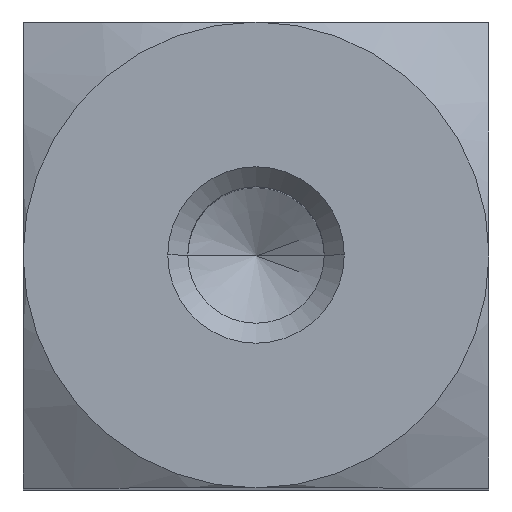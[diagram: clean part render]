
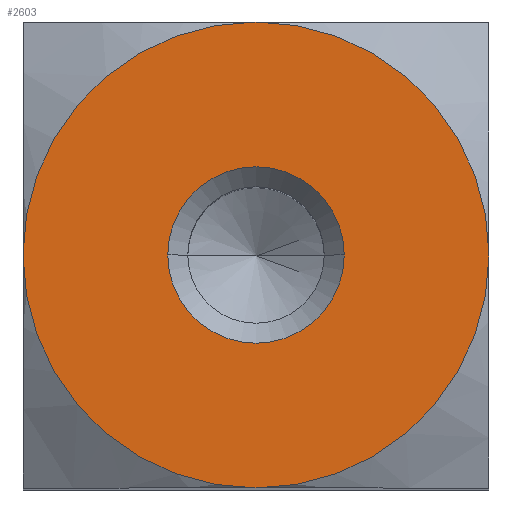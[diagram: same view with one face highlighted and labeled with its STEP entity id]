
A CAD part, top view. The second image highlights one B-rep face of the part: STEP entity #2603.
In plain terms, the highlighted planar face has unit normal (0, 0, 1).
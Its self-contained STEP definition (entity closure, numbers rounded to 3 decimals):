
#96 = VERTEX_POINT ( 'NONE', #795 ) ;
#103 = VERTEX_POINT ( 'NONE', #799 ) ;
#112 = VERTEX_POINT ( 'NONE', #808 ) ;
#153 = VERTEX_POINT ( 'NONE', #849 ) ;
#206 = ORIENTED_EDGE ( 'NONE', *, *, #1696, .T. ) ;
#207 = ORIENTED_EDGE ( 'NONE', *, *, #1692, .T. ) ;
#241 = ORIENTED_EDGE ( 'NONE', *, *, #1695, .T. ) ;
#242 = ORIENTED_EDGE ( 'NONE', *, *, #1694, .F. ) ;
#243 = ORIENTED_EDGE ( 'NONE', *, *, #1693, .T. ) ;
#248 = CIRCLE ( 'NONE', #445, 3.5 ) ;
#250 = CIRCLE ( 'NONE', #1177, 3.5 ) ;
#254 = CIRCLE ( 'NONE', #2535, 3.5 ) ;
#385 = CARTESIAN_POINT ( 'NONE',  ( 0., 0., 17.5 ) ) ;
#386 = DIRECTION ( 'NONE',  ( 0., 0., 1. ) ) ;
#387 = DIRECTION ( 'NONE',  ( 1., 0., 0. ) ) ;
#388 = CARTESIAN_POINT ( 'NONE',  ( 0., 0., 17.5 ) ) ;
#389 = DIRECTION ( 'NONE',  ( 0., 0., 1. ) ) ;
#390 = DIRECTION ( 'NONE',  ( 1., 0., 0. ) ) ;
#392 = CARTESIAN_POINT ( 'NONE',  ( 0., 0., 17.5 ) ) ;
#393 = DIRECTION ( 'NONE',  ( 0., 0., -1. ) ) ;
#394 = DIRECTION ( 'NONE',  ( -1., 0., 0. ) ) ;
#396 = CARTESIAN_POINT ( 'NONE',  ( 0., 0., 17.5 ) ) ;
#397 = DIRECTION ( 'NONE',  ( 0., 0., 1. ) ) ;
#398 = DIRECTION ( 'NONE',  ( 1., 0., 0. ) ) ;
#401 = CARTESIAN_POINT ( 'NONE',  ( 0., 0., 17.5 ) ) ;
#402 = DIRECTION ( 'NONE',  ( 0., 0., -1. ) ) ;
#403 = DIRECTION ( 'NONE',  ( 1., 0., 0. ) ) ;
#445 = AXIS2_PLACEMENT_3D ( 'NONE', #396, #397, #398 ) ;
#447 = CIRCLE ( 'NONE', #448, 1.325 ) ;
#448 = AXIS2_PLACEMENT_3D ( 'NONE', #401, #402, #403 ) ;
#730 = ORIENTED_EDGE ( 'NONE', *, *, #2656, .T. ) ;
#795 = CARTESIAN_POINT ( 'NONE',  ( 0., -3.5, 17.5 ) ) ;
#799 = CARTESIAN_POINT ( 'NONE',  ( 1.325, 0., 17.5 ) ) ;
#808 = CARTESIAN_POINT ( 'NONE',  ( 0., 3.5, 17.5 ) ) ;
#849 = CARTESIAN_POINT ( 'NONE',  ( 3.5, 0., 17.5 ) ) ;
#903 = FACE_OUTER_BOUND ( 'NONE', #1488, .T. ) ;
#907 = FACE_BOUND ( 'NONE', #1478, .T. ) ;
#908 = PLANE ( 'NONE',  #1187 ) ;
#910 = CARTESIAN_POINT ( 'NONE',  ( -3.5, -3.5, 17.5 ) ) ;
#911 = DIRECTION ( 'NONE',  ( 0., 0., 1. ) ) ;
#912 = DIRECTION ( 'NONE',  ( 1., 0., 0. ) ) ;
#1108 = CARTESIAN_POINT ( 'NONE',  ( 0., 0., 17.5 ) ) ;
#1109 = DIRECTION ( 'NONE',  ( 0., 0., -1. ) ) ;
#1110 = DIRECTION ( 'NONE',  ( 1., 0., 0. ) ) ;
#1177 = AXIS2_PLACEMENT_3D ( 'NONE', #392, #393, #394 ) ;
#1180 = AXIS2_PLACEMENT_3D ( 'NONE', #385, #386, #387 ) ;
#1185 = CIRCLE ( 'NONE', #1180, 3.5 ) ;
#1187 = AXIS2_PLACEMENT_3D ( 'NONE', #910, #911, #912 ) ;
#1247 = CIRCLE ( 'NONE', #1249, 1.325 ) ;
#1249 = AXIS2_PLACEMENT_3D ( 'NONE', #1108, #1109, #1110 ) ;
#1478 = EDGE_LOOP ( 'NONE', ( #730, #206 ) ) ;
#1488 = EDGE_LOOP ( 'NONE', ( #207, #241, #242, #243 ) ) ;
#1692 = EDGE_CURVE ( 'NONE', #96, #153, #1185, .T. ) ;
#1693 = EDGE_CURVE ( 'NONE', #2281, #96, #254, .T. ) ;
#1694 = EDGE_CURVE ( 'NONE', #2281, #112, #250, .T. ) ;
#1695 = EDGE_CURVE ( 'NONE', #153, #112, #248, .T. ) ;
#1696 = EDGE_CURVE ( 'NONE', #2310, #103, #447, .T. ) ;
#1729 = CARTESIAN_POINT ( 'NONE',  ( -1.325, 0., 17.5 ) ) ;
#2281 = VERTEX_POINT ( 'NONE', #2532 ) ;
#2310 = VERTEX_POINT ( 'NONE', #1729 ) ;
#2532 = CARTESIAN_POINT ( 'NONE',  ( -3.5, 0., 17.5 ) ) ;
#2535 = AXIS2_PLACEMENT_3D ( 'NONE', #388, #389, #390 ) ;
#2603 = ADVANCED_FACE ( 'NONE', ( #907, #903 ), #908, .T. ) ;
#2656 = EDGE_CURVE ( 'NONE', #103, #2310, #1247, .T. ) ;
